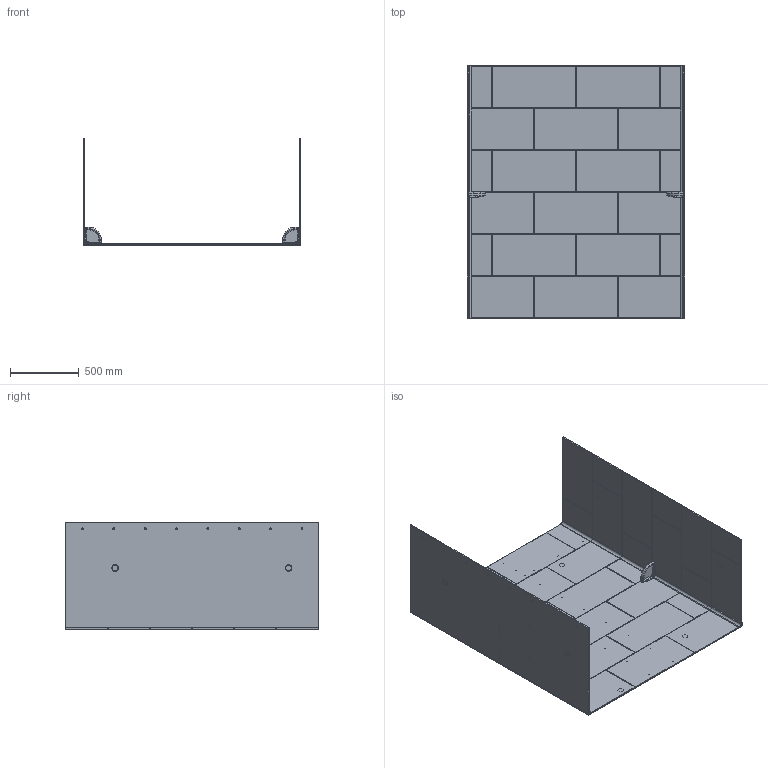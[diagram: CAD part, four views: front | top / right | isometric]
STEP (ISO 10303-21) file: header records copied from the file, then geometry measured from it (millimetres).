
FILE_DESCRIPTION (( 'STEP AP203' ), '1' );
FILE_NAME ('TSMK723062.STEP', '2021-07-09T11:55:07', ( '' ), ( '' ), 'SwSTEP 2.0', 'SolidWorks 2020', '' );
FILE_SCHEMA (( 'CONFIG_CONTROL_DESIGN' ));
Length unit declared in the file: inch
Products named in the file (6): TSMK6272_Wall 62"; SWSACCES2; TSMK723062; MirrorTSMK3072; TSMK3072; SWACCM2072
Assembly tree (7 placements, depth 2):
  TSMK723062
    TSMK6272_Wall 62"
    TSMK3072
    SWSACCES2  x2
    SWACCM2072  x2
    MirrorTSMK3072
Bounding box: 1574.8 x 1828.8 x 771.52 mm (x, y, z)
Volume: 54986230.2 mm3; surface area: 11888351.7 mm2
Topology: 7 solids, 7 shells, 1159 faces, 2898 edges, 1808 vertices
Faces by surface type: cylinder 408, plane 393, bspline 224, torus 114, cone 16, sphere 4
Entity records: 53573 total; most frequent: CARTESIAN_POINT 28600, ORIENTED_EDGE 5588, DIRECTION 4137, EDGE_CURVE 2794, VERTEX_POINT 1750, AXIS2_PLACEMENT_3D 1478, VECTOR 1181, LINE 1181
